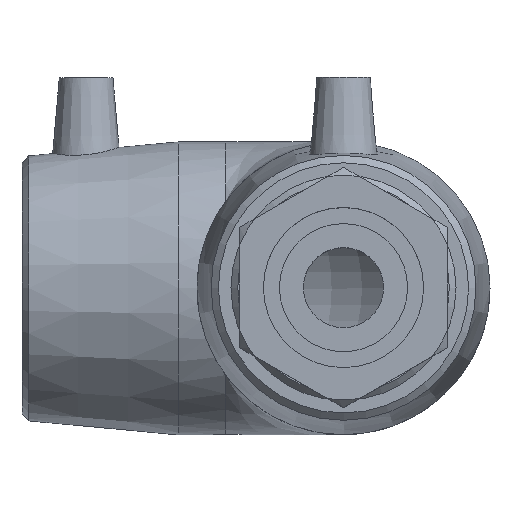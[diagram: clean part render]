
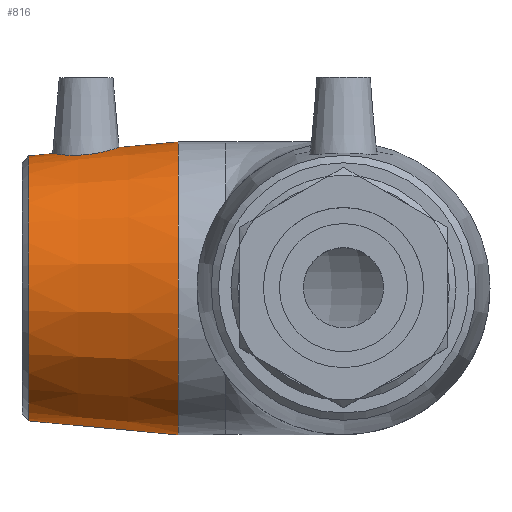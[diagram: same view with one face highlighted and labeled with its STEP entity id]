
A CAD part, top view. The second image highlights one B-rep face of the part: STEP entity #816.
In plain terms, the highlighted conical face has half-angle 5.364 degrees and reference radius 38.95 mm.
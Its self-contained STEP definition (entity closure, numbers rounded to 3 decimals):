
#17=B_SPLINE_CURVE_WITH_KNOTS('',3,(#1425,#1426,#1427,#1428,#1429,#1430,
#1431,#1432,#1433,#1434,#1435,#1436,#1437,#1438,#1439,#1440,#1441,#1442,
#1443,#1444,#1445,#1446,#1447,#1448,#1449,#1450,#1451,#1452,#1453,#1454,
#1455,#1456,#1457,#1458),.UNSPECIFIED.,.T.,.F.,(4,2,2,2,2,2,2,2,2,2,2,2,
2,2,2,2,4),(0.,0.346,0.692,1.04,1.388,
1.736,2.084,2.43,2.776,3.14,
3.504,3.862,4.22,4.578,4.936,
5.3,5.665),.UNSPECIFIED.);
#131=FACE_BOUND('',#269,.T.);
#132=FACE_BOUND('',#270,.T.);
#193=FACE_OUTER_BOUND('',#268,.T.);
#268=EDGE_LOOP('',(#696));
#269=EDGE_LOOP('',(#697));
#270=EDGE_LOOP('',(#698));
#358=CIRCLE('',#908,37.077);
#359=CIRCLE('',#910,41.);
#436=VERTEX_POINT('',#1419);
#437=VERTEX_POINT('',#1422);
#438=VERTEX_POINT('',#1424);
#534=EDGE_CURVE('',#436,#436,#358,.T.);
#535=EDGE_CURVE('',#437,#437,#359,.T.);
#536=EDGE_CURVE('',#438,#438,#17,.T.);
#696=ORIENTED_EDGE('',*,*,#535,.F.);
#697=ORIENTED_EDGE('',*,*,#536,.T.);
#698=ORIENTED_EDGE('',*,*,#534,.F.);
#780=CONICAL_SURFACE('',#909,38.95,5.364);
#816=ADVANCED_FACE('',(#193,#131,#132),#780,.T.);
#908=AXIS2_PLACEMENT_3D('',#1420,#1100,#1101);
#909=AXIS2_PLACEMENT_3D('',#1421,#1102,#1103);
#910=AXIS2_PLACEMENT_3D('',#1423,#1104,#1105);
#1100=DIRECTION('center_axis',(-1.,0.,0.));
#1101=DIRECTION('ref_axis',(0.,-1.,0.));
#1102=DIRECTION('center_axis',(1.,0.,0.));
#1103=DIRECTION('ref_axis',(0.,1.,0.));
#1104=DIRECTION('center_axis',(1.,0.,0.));
#1105=DIRECTION('ref_axis',(0.,0.,-1.));
#1419=CARTESIAN_POINT('',(-88.118,37.077,0.));
#1420=CARTESIAN_POINT('Origin',(-88.118,0.,0.));
#1421=CARTESIAN_POINT('Origin',(-68.167,0.,
0.));
#1422=CARTESIAN_POINT('',(-46.333,41.,0.));
#1423=CARTESIAN_POINT('Origin',(-46.333,0.,
0.));
#1424=CARTESIAN_POINT('',(-72.339,37.399,9.385));
#1425=CARTESIAN_POINT('Ctrl Pts',(-72.339,37.399,9.385));
#1426=CARTESIAN_POINT('Ctrl Pts',(-73.488,37.294,9.359));
#1427=CARTESIAN_POINT('Ctrl Pts',(-74.71,37.242,9.102));
#1428=CARTESIAN_POINT('Ctrl Pts',(-76.951,37.254,8.117));
#1429=CARTESIAN_POINT('Ctrl Pts',(-77.969,37.314,7.389));
#1430=CARTESIAN_POINT('Ctrl Pts',(-79.573,37.452,5.729));
#1431=CARTESIAN_POINT('Ctrl Pts',(-80.268,37.54,4.682));
#1432=CARTESIAN_POINT('Ctrl Pts',(-81.187,37.669,2.398));
#1433=CARTESIAN_POINT('Ctrl Pts',(-81.413,37.706,1.16));
#1434=CARTESIAN_POINT('Ctrl Pts',(-81.413,37.706,-1.16));
#1435=CARTESIAN_POINT('Ctrl Pts',(-81.187,37.669,-2.398));
#1436=CARTESIAN_POINT('Ctrl Pts',(-80.268,37.54,-4.682));
#1437=CARTESIAN_POINT('Ctrl Pts',(-79.573,37.452,-5.729));
#1438=CARTESIAN_POINT('Ctrl Pts',(-77.969,37.314,-7.389));
#1439=CARTESIAN_POINT('Ctrl Pts',(-76.951,37.254,-8.117));
#1440=CARTESIAN_POINT('Ctrl Pts',(-74.71,37.242,-9.102));
#1441=CARTESIAN_POINT('Ctrl Pts',(-73.488,37.294,-9.359));
#1442=CARTESIAN_POINT('Ctrl Pts',(-71.13,37.509,-9.413));
#1443=CARTESIAN_POINT('Ctrl Pts',(-69.848,37.691,-9.189));
#1444=CARTESIAN_POINT('Ctrl Pts',(-67.499,38.137,-8.237));
#1445=CARTESIAN_POINT('Ctrl Pts',(-66.431,38.395,-7.509));
#1446=CARTESIAN_POINT('Ctrl Pts',(-64.76,38.843,-5.835));
#1447=CARTESIAN_POINT('Ctrl Pts',(-64.039,39.063,-4.781));
#1448=CARTESIAN_POINT('Ctrl Pts',(-63.079,39.368,-2.46));
#1449=CARTESIAN_POINT('Ctrl Pts',(-62.84,39.45,-1.193));
#1450=CARTESIAN_POINT('Ctrl Pts',(-62.84,39.45,1.193));
#1451=CARTESIAN_POINT('Ctrl Pts',(-63.079,39.368,2.46));
#1452=CARTESIAN_POINT('Ctrl Pts',(-64.039,39.063,4.781));
#1453=CARTESIAN_POINT('Ctrl Pts',(-64.76,38.843,5.835));
#1454=CARTESIAN_POINT('Ctrl Pts',(-66.431,38.395,7.509));
#1455=CARTESIAN_POINT('Ctrl Pts',(-67.499,38.137,8.237));
#1456=CARTESIAN_POINT('Ctrl Pts',(-69.848,37.691,9.189));
#1457=CARTESIAN_POINT('Ctrl Pts',(-71.13,37.509,9.413));
#1458=CARTESIAN_POINT('Ctrl Pts',(-72.339,37.399,9.385));
